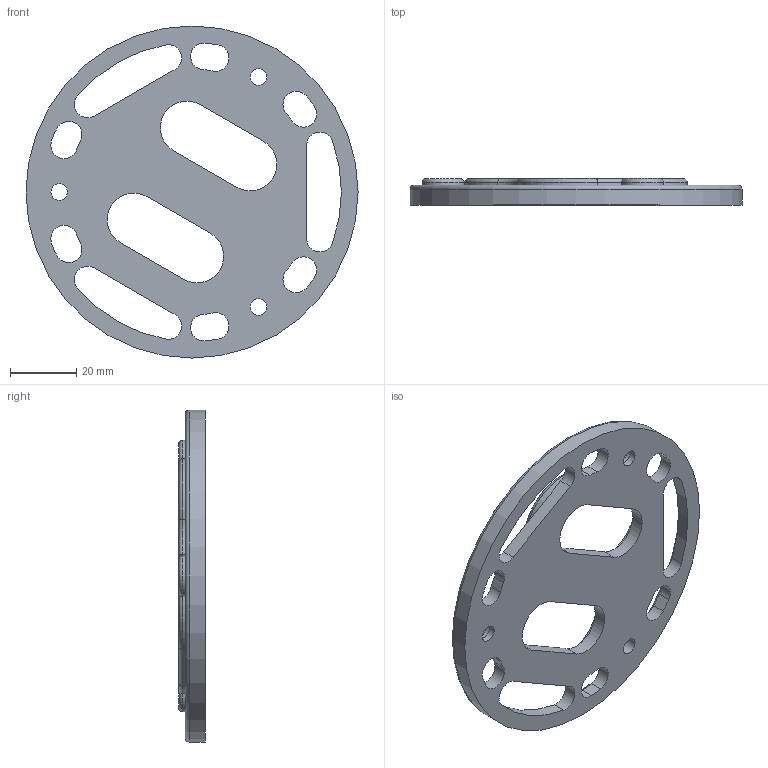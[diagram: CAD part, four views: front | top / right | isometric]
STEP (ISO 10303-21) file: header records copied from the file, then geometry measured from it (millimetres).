
FILE_DESCRIPTION(/* description */ (''),/* implementation_level */ '2;1');
FILE_NAME(/* name */ 'Battery Holder Top_ipt_f5ac1b94.STEP',/* time_stamp */ '2024-05-29T16:43:50+01:00',/* author */ ('rlndo'),/* organization */ (''),/* preprocessor_version */ 'ST-DEVELOPER v16.13',/* originating_system */ 'Autodesk Inventor 2018',/* authorisation */ '');
FILE_SCHEMA (('AUTOMOTIVE_DESIGN { 1 0 10303 214 3 1 1 }'));
Length unit declared in the file: millimetre
Products named in the file (1): Battery Holder Top
Bounding box: 100 x 8 x 100 mm (x, y, z)
Volume: 26718.4 mm3; surface area: 17912.5 mm2
Topology: 1 solids, 1 shells, 97 faces, 244 edges, 158 vertices
Faces by surface type: cylinder 62, plane 24, torus 11
Full cylindrical faces by diameter (mm): 5 x3, 7.2 x2, 10.1 x3, 12.5 x3, 93 x1, 100 x1
Entity records: 2956 total; most frequent: DIRECTION 556, CARTESIAN_POINT 478, ORIENTED_EDGE 448, AXIS2_PLACEMENT_3D 234, EDGE_CURVE 224, VERTEX_POINT 156, EDGE_LOOP 152, CIRCLE 136
